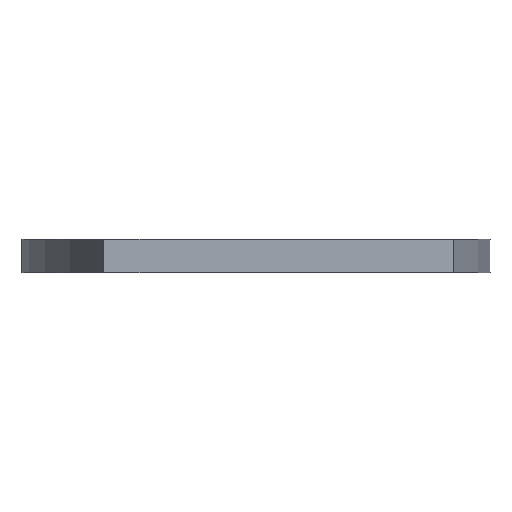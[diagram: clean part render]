
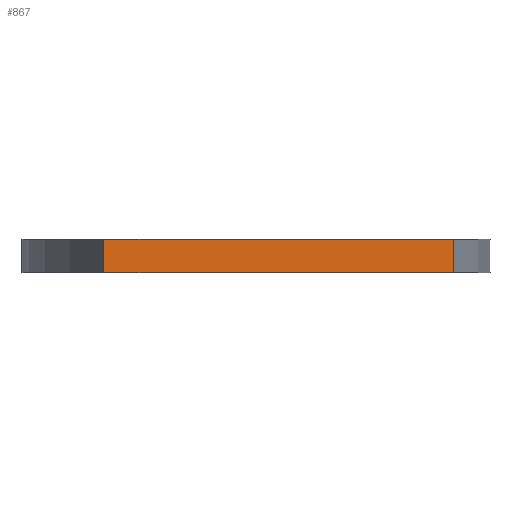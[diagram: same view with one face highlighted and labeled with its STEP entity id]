
A CAD part, left-side view. The second image highlights one B-rep face of the part: STEP entity #867.
In plain terms, the highlighted planar face has unit normal (-1, 0, 0).
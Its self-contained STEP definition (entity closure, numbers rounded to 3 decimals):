
#122 = DIRECTION ( 'NONE',  ( 0., 0., -1. ) ) ;
#146 = LINE ( 'NONE', #830, #994 ) ;
#153 = LINE ( 'NONE', #291, #714 ) ;
#158 = EDGE_CURVE ( 'NONE', #743, #364, #146, .T. ) ;
#184 = LINE ( 'NONE', #652, #464 ) ;
#233 = CARTESIAN_POINT ( 'NONE',  ( 0., 28.143, 4. ) ) ;
#235 = DIRECTION ( 'NONE',  ( 0., 1., 0. ) ) ;
#256 = CARTESIAN_POINT ( 'NONE',  ( 0., 28.143, 4. ) ) ;
#261 = CARTESIAN_POINT ( 'NONE',  ( 0., -13.857, 4. ) ) ;
#291 = CARTESIAN_POINT ( 'NONE',  ( 0., 28.143, 4. ) ) ;
#301 = LINE ( 'NONE', #616, #694 ) ;
#335 = FACE_OUTER_BOUND ( 'NONE', #698, .T. ) ;
#363 = EDGE_CURVE ( 'NONE', #947, #364, #184, .T. ) ;
#364 = VERTEX_POINT ( 'NONE', #669 ) ;
#440 = ORIENTED_EDGE ( 'NONE', *, *, #891, .T. ) ;
#464 = VECTOR ( 'NONE', #969, 1000. ) ;
#570 = DIRECTION ( 'NONE',  ( 1., 0., 0. ) ) ;
#598 = ORIENTED_EDGE ( 'NONE', *, *, #363, .T. ) ;
#616 = CARTESIAN_POINT ( 'NONE',  ( 0., 28.143, 4. ) ) ;
#652 = CARTESIAN_POINT ( 'NONE',  ( 0., 28.143, 0. ) ) ;
#661 = VERTEX_POINT ( 'NONE', #233 ) ;
#666 = CARTESIAN_POINT ( 'NONE',  ( 0., 28.143, 0. ) ) ;
#669 = CARTESIAN_POINT ( 'NONE',  ( 0., -13.857, 0. ) ) ;
#694 = VECTOR ( 'NONE', #769, 1000. ) ;
#698 = EDGE_LOOP ( 'NONE', ( #598, #1008, #836, #440 ) ) ;
#714 = VECTOR ( 'NONE', #787, 1000. ) ;
#743 = VERTEX_POINT ( 'NONE', #261 ) ;
#769 = DIRECTION ( 'NONE',  ( 0., 0., -1. ) ) ;
#787 = DIRECTION ( 'NONE',  ( 0., -1., 0. ) ) ;
#830 = CARTESIAN_POINT ( 'NONE',  ( 0., -13.857, 4. ) ) ;
#836 = ORIENTED_EDGE ( 'NONE', *, *, #938, .F. ) ;
#867 = ADVANCED_FACE ( 'NONE', ( #335 ), #964, .F. ) ;
#891 = EDGE_CURVE ( 'NONE', #661, #947, #301, .T. ) ;
#938 = EDGE_CURVE ( 'NONE', #661, #743, #153, .T. ) ;
#947 = VERTEX_POINT ( 'NONE', #666 ) ;
#964 = PLANE ( 'NONE',  #1032 ) ;
#969 = DIRECTION ( 'NONE',  ( 0., -1., 0. ) ) ;
#994 = VECTOR ( 'NONE', #122, 1000. ) ;
#1008 = ORIENTED_EDGE ( 'NONE', *, *, #158, .F. ) ;
#1032 = AXIS2_PLACEMENT_3D ( 'NONE', #256, #570, #235 ) ;
